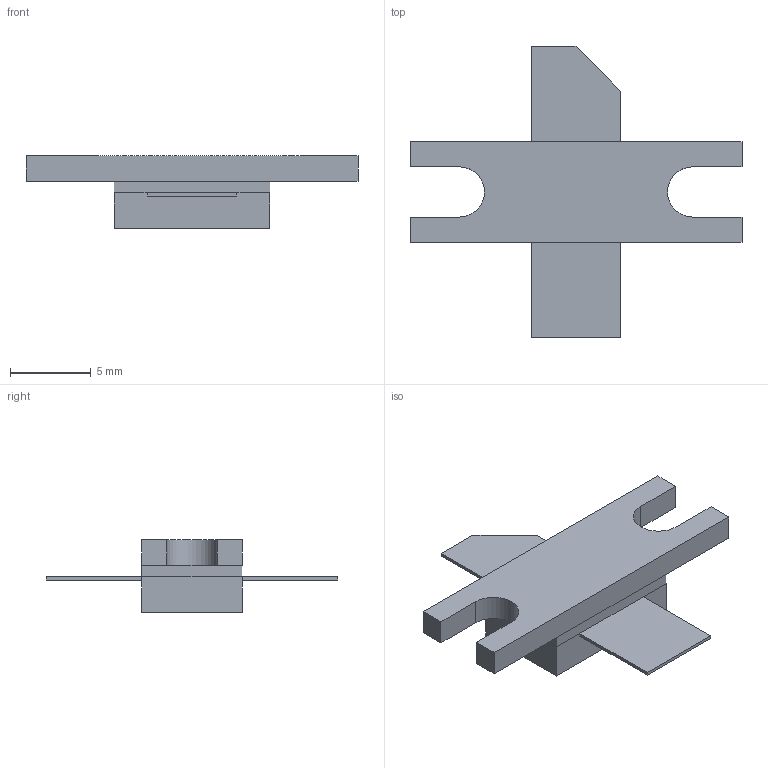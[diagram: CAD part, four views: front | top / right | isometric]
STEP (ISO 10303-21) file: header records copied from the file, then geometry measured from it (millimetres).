
FILE_DESCRIPTION(('STEP AP242'), '1');
FILE_NAME('ﾊﾒ-55ﾑ-1', '', ('UNSPECIFIED'), ('UNSPECIFIED'), 'C3D Converter', 'C3D Toolkit', '');
FILE_SCHEMA(('AP242_MANAGED_MODEL_BASED_3D_ENGINEERING_MIM_LF { 1 0 10303 442 1 1 4 }'));
Length unit declared in the file: millimetre
Bounding box: 20.5 x 18 x 4.5 mm (x, y, z)
Volume: 346 mm3; surface area: 531.3 mm2
Topology: 1 solids, 1 shells, 213 faces, 585 edges, 386 vertices
Faces by surface type: extrusion 100, plane 96, cylinder 17
Full cylindrical faces by diameter (mm): 0.378 x1
Entity records: 8571 total; most frequent: CARTESIAN_POINT 1784, ORIENTED_EDGE 1168, DIRECTION 746, EDGE_CURVE 584, VECTOR 450, VERTEX_POINT 386, LINE 350, B_SPLINE_CURVE_WITH_KNOTS 300
